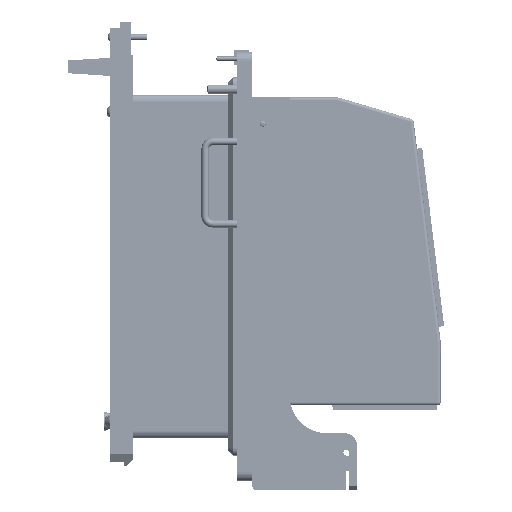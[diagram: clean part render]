
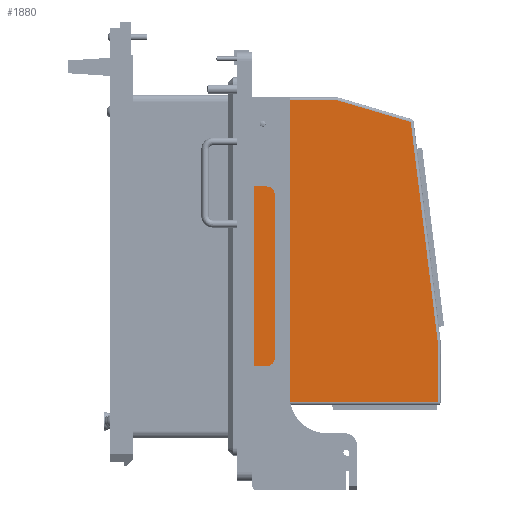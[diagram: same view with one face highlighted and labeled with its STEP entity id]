
A CAD part, left-side view. The second image highlights one B-rep face of the part: STEP entity #1880.
In plain terms, the highlighted planar face has unit normal (-1, 0, 0).
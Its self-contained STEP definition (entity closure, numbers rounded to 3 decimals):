
#1880 = ADVANCED_FACE ( 'NONE', ( #93409 ), #30002, .F. ) ;
#3057 = VERTEX_POINT ( 'NONE', #19218 ) ;
#5950 = CARTESIAN_POINT ( 'NONE',  ( -146., 125., -101. ) ) ;
#6055 = CARTESIAN_POINT ( 'NONE',  ( -146., 2., -59.887 ) ) ;
#10929 = VERTEX_POINT ( 'NONE', #74357 ) ;
#11553 = EDGE_CURVE ( 'NONE', #98072, #80651, #46985, .T. ) ;
#11601 = DIRECTION ( 'NONE',  ( 0., 0., 1. ) ) ;
#13075 = EDGE_CURVE ( 'NONE', #62374, #3057, #16330, .T. ) ;
#15225 = LINE ( 'NONE', #6055, #67930 ) ;
#15870 = ORIENTED_EDGE ( 'NONE', *, *, #79529, .T. ) ;
#16330 = LINE ( 'NONE', #87144, #81093 ) ;
#18994 = ORIENTED_EDGE ( 'NONE', *, *, #13075, .T. ) ;
#19218 = CARTESIAN_POINT ( 'NONE',  ( -146., 69.289, 101. ) ) ;
#20987 = CARTESIAN_POINT ( 'NONE',  ( -146., 19.983, 86.453 ) ) ;
#23823 = VECTOR ( 'NONE', #51445, 1000. ) ;
#30002 = PLANE ( 'NONE',  #31594 ) ;
#31594 = AXIS2_PLACEMENT_3D ( 'NONE', #52393, #77219, #47024 ) ;
#35100 = CARTESIAN_POINT ( 'NONE',  ( -146., 125., 103. ) ) ;
#41195 = DIRECTION ( 'NONE',  ( 0., 0.959, 0.283 ) ) ;
#44189 = CARTESIAN_POINT ( 'NONE',  ( -146., 125., 101. ) ) ;
#45821 = ORIENTED_EDGE ( 'NONE', *, *, #91614, .T. ) ;
#46985 = LINE ( 'NONE', #35100, #61352 ) ;
#47024 = DIRECTION ( 'NONE',  ( 0., 0., -1. ) ) ;
#50713 = VERTEX_POINT ( 'NONE', #98912 ) ;
#51445 = DIRECTION ( 'NONE',  ( 0., 0.122, 0.993 ) ) ;
#52393 = CARTESIAN_POINT ( 'NONE',  ( -146., 130., 103. ) ) ;
#53766 = EDGE_CURVE ( 'NONE', #98072, #50713, #98823, .T. ) ;
#55412 = EDGE_LOOP ( 'NONE', ( #74860, #59424, #45821, #15870, #18994, #67239 ) ) ;
#57216 = DIRECTION ( 'NONE',  ( 0., -1., 0. ) ) ;
#57549 = LINE ( 'NONE', #70848, #83837 ) ;
#59039 = DIRECTION ( 'NONE',  ( 0., 0., 1. ) ) ;
#59424 = ORIENTED_EDGE ( 'NONE', *, *, #53766, .T. ) ;
#61352 = VECTOR ( 'NONE', #11601, 1000. ) ;
#62374 = VERTEX_POINT ( 'NONE', #20987 ) ;
#62845 = VECTOR ( 'NONE', #57216, 1000. ) ;
#65216 = CARTESIAN_POINT ( 'NONE',  ( -146., 130., -101. ) ) ;
#66240 = EDGE_CURVE ( 'NONE', #3057, #80651, #57549, .T. ) ;
#67239 = ORIENTED_EDGE ( 'NONE', *, *, #66240, .T. ) ;
#67930 = VECTOR ( 'NONE', #59039, 1000. ) ;
#70848 = CARTESIAN_POINT ( 'NONE',  ( -146., 130., 101. ) ) ;
#74357 = CARTESIAN_POINT ( 'NONE',  ( -146., 2., -60.009 ) ) ;
#74860 = ORIENTED_EDGE ( 'NONE', *, *, #11553, .F. ) ;
#77219 = DIRECTION ( 'NONE',  ( 1., 0., 0. ) ) ;
#79088 = LINE ( 'NONE', #81630, #23823 ) ;
#79529 = EDGE_CURVE ( 'NONE', #10929, #62374, #79088, .T. ) ;
#80651 = VERTEX_POINT ( 'NONE', #44189 ) ;
#81093 = VECTOR ( 'NONE', #41195, 1000. ) ;
#81630 = CARTESIAN_POINT ( 'NONE',  ( -146., 23.619, 116.062 ) ) ;
#83837 = VECTOR ( 'NONE', #85633, 1000. ) ;
#85633 = DIRECTION ( 'NONE',  ( 0., 1., 0. ) ) ;
#87144 = CARTESIAN_POINT ( 'NONE',  ( -146., 125.681, 117.638 ) ) ;
#91614 = EDGE_CURVE ( 'NONE', #50713, #10929, #15225, .T. ) ;
#93409 = FACE_OUTER_BOUND ( 'NONE', #55412, .T. ) ;
#98072 = VERTEX_POINT ( 'NONE', #5950 ) ;
#98823 = LINE ( 'NONE', #65216, #62845 ) ;
#98912 = CARTESIAN_POINT ( 'NONE',  ( -146., 2., -101. ) ) ;
